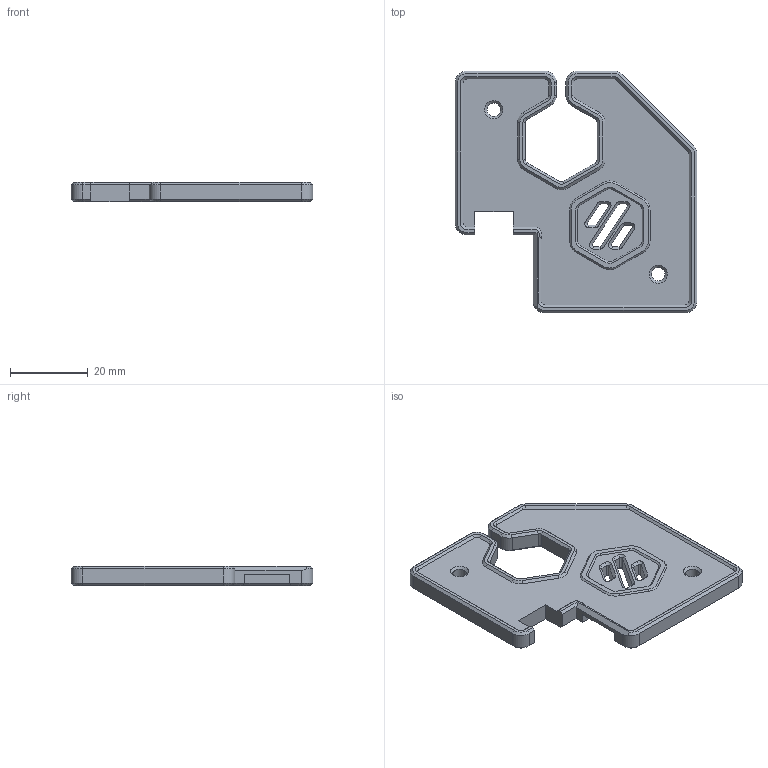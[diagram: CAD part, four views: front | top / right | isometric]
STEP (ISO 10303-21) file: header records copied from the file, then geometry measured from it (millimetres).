
FILE_DESCRIPTION(/* description */ (''),/* implementation_level */ '2;1');
FILE_NAME(/* name */ 'cable_routing_z_belt_cover_a_mod_rail_gap v2.step',/* time_stamp */ '2023-04-29T01:12:42-04:00',/* author */ (''),/* organization */ (''),/* preprocessor_version */ 'ST-DEVELOPER v19.2',/* originating_system */ 'Autodesk Translation Framework v12.4.0.73',/* authorisation */ '');
FILE_SCHEMA (('AUTOMOTIVE_DESIGN { 1 0 10303 214 3 1 1 }'));
Length unit declared in the file: millimetre
Products named in the file (1): cable_routing_z_belt_cover_a_mod_rail_gap
Bounding box: 62 x 62 x 5 mm (x, y, z)
Volume: 11726.6 mm3; surface area: 7456.1 mm2
Topology: 1 solids, 1 shells, 252 faces, 628 edges, 380 vertices
Faces by surface type: plane 136, cone 87, cylinder 29
Full cylindrical faces by diameter (mm): 3.5 x2
Entity records: 7421 total; most frequent: DIRECTION 1309, CARTESIAN_POINT 1265, ORIENTED_EDGE 1256, EDGE_CURVE 628, LINE 449, VECTOR 449, AXIS2_PLACEMENT_3D 430, VERTEX_POINT 380
